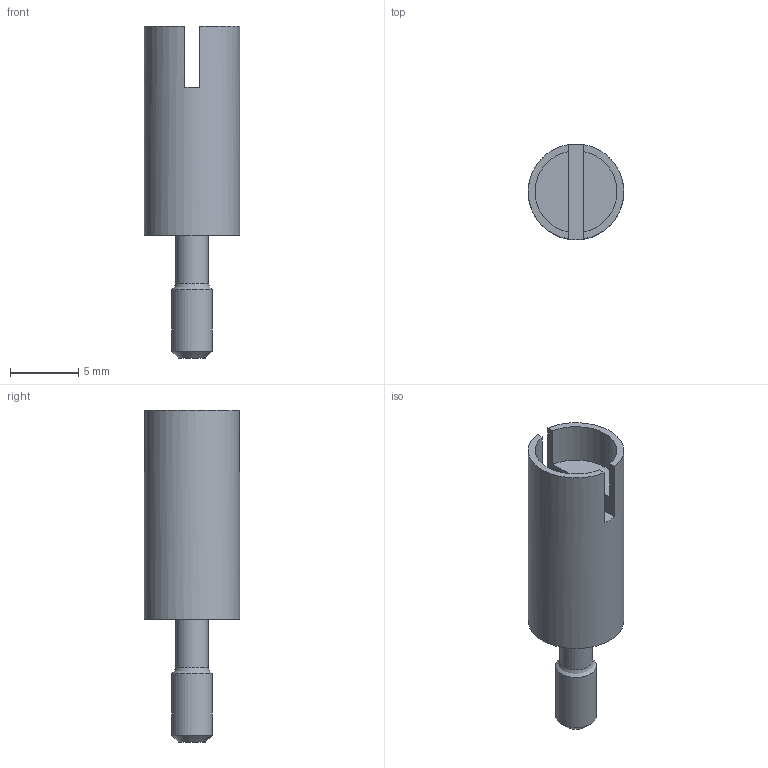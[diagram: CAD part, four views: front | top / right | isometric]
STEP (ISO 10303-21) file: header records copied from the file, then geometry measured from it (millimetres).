
FILE_DESCRIPTION(/* description */ (''),/* implementation_level */ '2;1');
FILE_NAME(/* name */ '100101607ugm000_b.stp',/* time_stamp */ '2019-08-23T10:06:04+02:00',/* author */ (''),/* organization */ (''),/* preprocessor_version */ 'ST-DEVELOPER v16.7',/* originating_system */ 'SIEMENS PLM Software NX 12.0',/* authorisation */ '');
FILE_SCHEMA (('AUTOMOTIVE_DESIGN { 1 0 10303 214 3 1 1 1 }'));
Length unit declared in the file: millimetre
Products named in the file (1): 100101607ugm000_b
Bounding box: 7 x 7 x 24.3 mm (x, y, z)
Volume: 541.8 mm3; surface area: 558.3 mm2
Topology: 1 solids, 1 shells, 16 faces, 37 edges, 26 vertices
Faces by surface type: plane 9, cylinder 5, bspline 1, cone 1
Full cylindrical faces by diameter (mm): 2.4 x1, 3 x1, 7 x1
Entity records: 604 total; most frequent: CARTESIAN_POINT 93, DIRECTION 78, ORIENTED_EDGE 62, EDGE_CURVE 31, AXIS2_PLACEMENT_3D 31, VERTEX_POINT 23, EDGE_LOOP 22, PRESENTATION_STYLE_ASSIGNMENT 19
